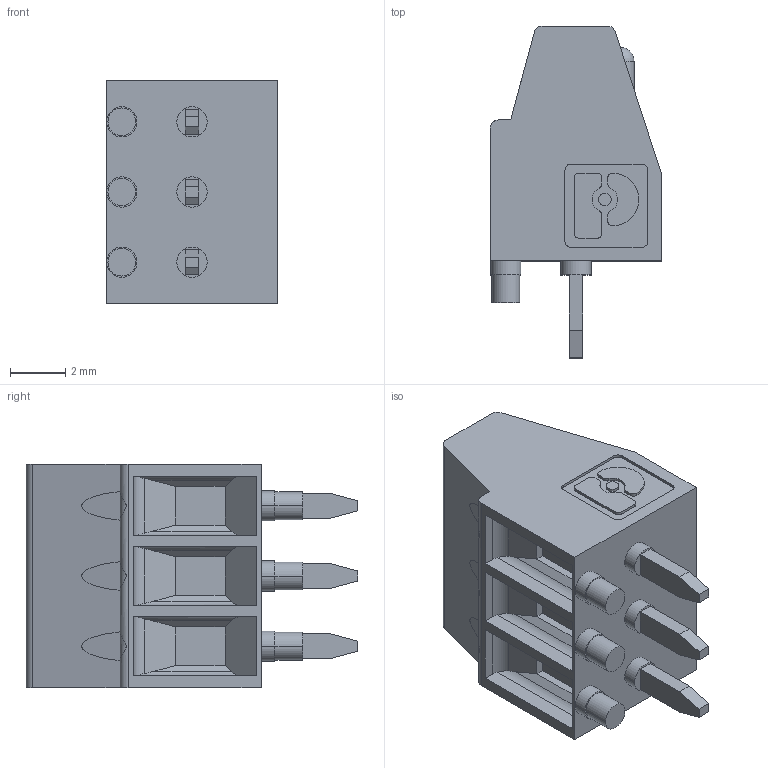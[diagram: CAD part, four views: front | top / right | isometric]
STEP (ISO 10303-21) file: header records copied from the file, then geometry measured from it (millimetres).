
FILE_DESCRIPTION(('SolidDesigner STEP Export'),'1');
FILE_NAME('mpt_0.5-3-2.54.stp','2000-06-14T11:21:12',(''),(''), 'SolidDesigner STEP processor Version: 7.0(Mar 1999)for AP214(CD)(Solid Model)', 'CoCreate SolidDesigner: 07.50 21-Dec-99(C) CoCreate Software GmbH','');
FILE_SCHEMA(('AUTOMOTIVE_DESIGN_CC2 {1 2 10303 214 -1 1 5 1}'));
Length unit declared in the file: millimetre
Products named in the file (2): mpt_0.5-3-2.54
Assembly tree (1 placements, depth 2):
  mpt_0.5-3-2.54
    mpt_0.5-3-2.54
Bounding box: 6.2 x 12 x 8.08 mm (x, y, z)
Volume: 328.3 mm3; surface area: 450.8 mm2
Topology: 1 solids, 1 shells, 222 faces, 531 edges, 333 vertices
Faces by surface type: plane 143, cylinder 73, sphere 6
Entity records: 8054 total; most frequent: CARTESIAN_POINT 1521, ORIENTED_EDGE 1050, DIRECTION 884, EDGE_CURVE 525, VERTEX_POINT 333, VECTOR 298, LINE 298, AXIS2_PLACEMENT_3D 293
